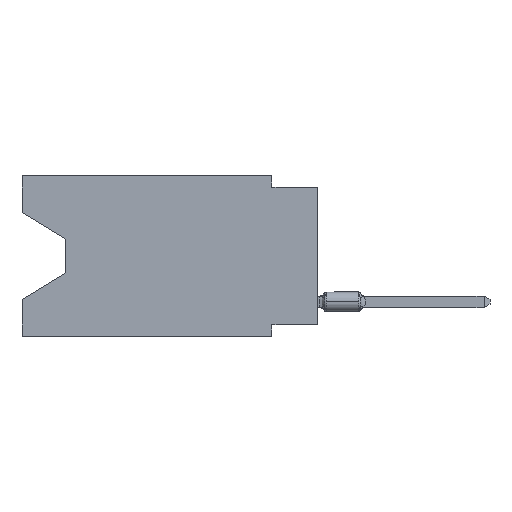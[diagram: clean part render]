
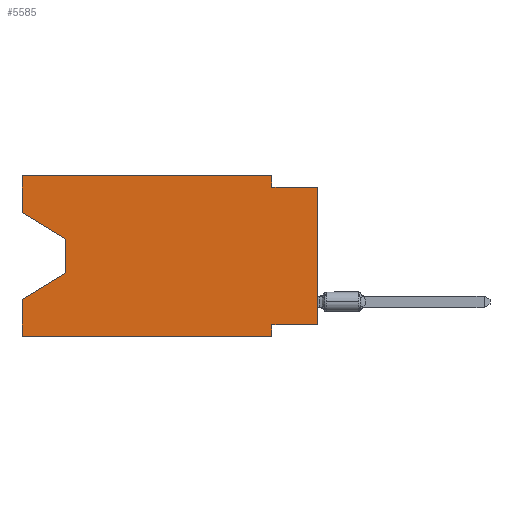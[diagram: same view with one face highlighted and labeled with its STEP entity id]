
A CAD part, left-side view. The second image highlights one B-rep face of the part: STEP entity #5585.
In plain terms, the highlighted planar face has unit normal (-1, 0, 0).
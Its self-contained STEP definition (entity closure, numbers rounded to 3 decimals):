
#12 = CARTESIAN_POINT ( 'NONE',  ( 0., 13.97, -3.505 ) ) ;
#137 = DIRECTION ( 'NONE',  ( 1., 0., 0. ) ) ;
#272 = ORIENTED_EDGE ( 'NONE', *, *, #2497, .T. ) ;
#662 = CARTESIAN_POINT ( 'NONE',  ( 0., 16.383, 0. ) ) ;
#1152 = CARTESIAN_POINT ( 'NONE',  ( 0., 16.383, -2.038 ) ) ;
#1245 = DIRECTION ( 'NONE',  ( 0., 0., -1. ) ) ;
#1555 = EDGE_CURVE ( 'NONE', #14973, #6413, #16096, .T. ) ;
#1876 = VECTOR ( 'NONE', #14800, 1000. ) ;
#1989 = VECTOR ( 'NONE', #10967, 1000. ) ;
#2169 = LINE ( 'NONE', #16186, #6335 ) ;
#2267 = DIRECTION ( 'NONE',  ( 0., 1., 0. ) ) ;
#2497 = EDGE_CURVE ( 'NONE', #11958, #6227, #16297, .T. ) ;
#2649 = LINE ( 'NONE', #8244, #9620 ) ;
#2753 = VECTOR ( 'NONE', #11445, 1000. ) ;
#2818 = LINE ( 'NONE', #16652, #2753 ) ;
#2918 = ORIENTED_EDGE ( 'NONE', *, *, #9794, .F. ) ;
#3659 = VECTOR ( 'NONE', #4013, 1000. ) ;
#3726 = DIRECTION ( 'NONE',  ( 0., -1., 0. ) ) ;
#3848 = VERTEX_POINT ( 'NONE', #13867 ) ;
#4013 = DIRECTION ( 'NONE',  ( 0., 0., 1. ) ) ;
#4255 = CARTESIAN_POINT ( 'NONE',  ( 0., 2.54, 0. ) ) ;
#4342 = DIRECTION ( 'NONE',  ( 0., 0., -1. ) ) ;
#4414 = VERTEX_POINT ( 'NONE', #16527 ) ;
#4761 = VERTEX_POINT ( 'NONE', #6711 ) ;
#4790 = EDGE_CURVE ( 'NONE', #13298, #4414, #5324, .T. ) ;
#4822 = CARTESIAN_POINT ( 'NONE',  ( 0., 16.383, -8.89 ) ) ;
#4914 = LINE ( 'NONE', #10523, #1989 ) ;
#5125 = AXIS2_PLACEMENT_3D ( 'NONE', #10040, #137, #4342 ) ;
#5324 = LINE ( 'NONE', #10928, #5457 ) ;
#5383 = LINE ( 'NONE', #16561, #3659 ) ;
#5457 = VECTOR ( 'NONE', #5610, 1000. ) ;
#5585 = ADVANCED_FACE ( 'NONE', ( #11147 ), #8658, .F. ) ;
#5610 = DIRECTION ( 'NONE',  ( 0., 0., -1. ) ) ;
#5624 = ORIENTED_EDGE ( 'NONE', *, *, #1555, .T. ) ;
#5747 = ORIENTED_EDGE ( 'NONE', *, *, #11289, .F. ) ;
#6227 = VERTEX_POINT ( 'NONE', #6500 ) ;
#6335 = VECTOR ( 'NONE', #2267, 1000. ) ;
#6413 = VERTEX_POINT ( 'NONE', #6960 ) ;
#6430 = EDGE_CURVE ( 'NONE', #14238, #11958, #12476, .T. ) ;
#6495 = DIRECTION ( 'NONE',  ( 0., 0.855, -0.519 ) ) ;
#6500 = CARTESIAN_POINT ( 'NONE',  ( 0., 16.383, -6.852 ) ) ;
#6692 = EDGE_CURVE ( 'NONE', #16529, #17508, #2169, .T. ) ;
#6711 = CARTESIAN_POINT ( 'NONE',  ( 0., 0., -0.635 ) ) ;
#6855 = DIRECTION ( 'NONE',  ( 0., -1., 0. ) ) ;
#6953 = VECTOR ( 'NONE', #16048, 1000. ) ;
#6960 = CARTESIAN_POINT ( 'NONE',  ( 0., 2.54, -8.89 ) ) ;
#7383 = CARTESIAN_POINT ( 'NONE',  ( 0., 16.383, -2.038 ) ) ;
#8086 = VECTOR ( 'NONE', #9724, 1000. ) ;
#8244 = CARTESIAN_POINT ( 'NONE',  ( 0., 0., -0.635 ) ) ;
#8658 = PLANE ( 'NONE',  #5125 ) ;
#8680 = EDGE_CURVE ( 'NONE', #10015, #3848, #2818, .T. ) ;
#8751 = ORIENTED_EDGE ( 'NONE', *, *, #8680, .F. ) ;
#8945 = EDGE_CURVE ( 'NONE', #10015, #14238, #9130, .T. ) ;
#9130 = LINE ( 'NONE', #1152, #1876 ) ;
#9219 = CARTESIAN_POINT ( 'NONE',  ( 0., 13.97, -5.385 ) ) ;
#9436 = CARTESIAN_POINT ( 'NONE',  ( 0., 13.97, -5.385 ) ) ;
#9620 = VECTOR ( 'NONE', #6855, 1000. ) ;
#9635 = ORIENTED_EDGE ( 'NONE', *, *, #6430, .T. ) ;
#9674 = ORIENTED_EDGE ( 'NONE', *, *, #4790, .F. ) ;
#9724 = DIRECTION ( 'NONE',  ( 0., 0., -1. ) ) ;
#9794 = EDGE_CURVE ( 'NONE', #14973, #6227, #5383, .T. ) ;
#9937 = VECTOR ( 'NONE', #3726, 1000. ) ;
#10015 = VERTEX_POINT ( 'NONE', #7383 ) ;
#10040 = CARTESIAN_POINT ( 'NONE',  ( 0., 16.383, 0. ) ) ;
#10523 = CARTESIAN_POINT ( 'NONE',  ( 0., 0., 0. ) ) ;
#10575 = ORIENTED_EDGE ( 'NONE', *, *, #6692, .F. ) ;
#10928 = CARTESIAN_POINT ( 'NONE',  ( 0., 2.54, 0. ) ) ;
#10967 = DIRECTION ( 'NONE',  ( 0., 0., 1. ) ) ;
#11044 = EDGE_CURVE ( 'NONE', #4414, #4761, #2649, .T. ) ;
#11147 = FACE_OUTER_BOUND ( 'NONE', #11592, .T. ) ;
#11246 = EDGE_CURVE ( 'NONE', #16529, #4761, #4914, .T. ) ;
#11289 = EDGE_CURVE ( 'NONE', #17508, #6413, #14902, .T. ) ;
#11445 = DIRECTION ( 'NONE',  ( 0., 0., 1. ) ) ;
#11592 = EDGE_LOOP ( 'NONE', ( #12087, #9635, #272, #2918, #5624, #5747, #10575, #13261, #17112, #9674, #13321, #8751 ) ) ;
#11737 = CARTESIAN_POINT ( 'NONE',  ( 0., 13.97, -3.505 ) ) ;
#11958 = VERTEX_POINT ( 'NONE', #9219 ) ;
#12087 = ORIENTED_EDGE ( 'NONE', *, *, #8945, .T. ) ;
#12476 = LINE ( 'NONE', #12, #8086 ) ;
#13261 = ORIENTED_EDGE ( 'NONE', *, *, #11246, .T. ) ;
#13298 = VERTEX_POINT ( 'NONE', #4255 ) ;
#13315 = LINE ( 'NONE', #662, #6953 ) ;
#13321 = ORIENTED_EDGE ( 'NONE', *, *, #15082, .F. ) ;
#13570 = CARTESIAN_POINT ( 'NONE',  ( 0., 0., -8.255 ) ) ;
#13867 = CARTESIAN_POINT ( 'NONE',  ( 0., 16.383, 0. ) ) ;
#14238 = VERTEX_POINT ( 'NONE', #11737 ) ;
#14800 = DIRECTION ( 'NONE',  ( 0., -0.855, -0.519 ) ) ;
#14902 = LINE ( 'NONE', #15081, #17797 ) ;
#14973 = VERTEX_POINT ( 'NONE', #17245 ) ;
#15081 = CARTESIAN_POINT ( 'NONE',  ( 0., 2.54, -8.89 ) ) ;
#15082 = EDGE_CURVE ( 'NONE', #3848, #13298, #13315, .T. ) ;
#16048 = DIRECTION ( 'NONE',  ( 0., -1., 0. ) ) ;
#16096 = LINE ( 'NONE', #4822, #9937 ) ;
#16186 = CARTESIAN_POINT ( 'NONE',  ( 0., 0., -8.255 ) ) ;
#16297 = LINE ( 'NONE', #9436, #17807 ) ;
#16527 = CARTESIAN_POINT ( 'NONE',  ( 0., 2.54, -0.635 ) ) ;
#16529 = VERTEX_POINT ( 'NONE', #13570 ) ;
#16561 = CARTESIAN_POINT ( 'NONE',  ( 0., 16.383, 0. ) ) ;
#16652 = CARTESIAN_POINT ( 'NONE',  ( 0., 16.383, 0. ) ) ;
#17112 = ORIENTED_EDGE ( 'NONE', *, *, #11044, .F. ) ;
#17245 = CARTESIAN_POINT ( 'NONE',  ( 0., 16.383, -8.89 ) ) ;
#17421 = CARTESIAN_POINT ( 'NONE',  ( 0., 2.54, -8.255 ) ) ;
#17508 = VERTEX_POINT ( 'NONE', #17421 ) ;
#17797 = VECTOR ( 'NONE', #1245, 1000. ) ;
#17807 = VECTOR ( 'NONE', #6495, 1000. ) ;
